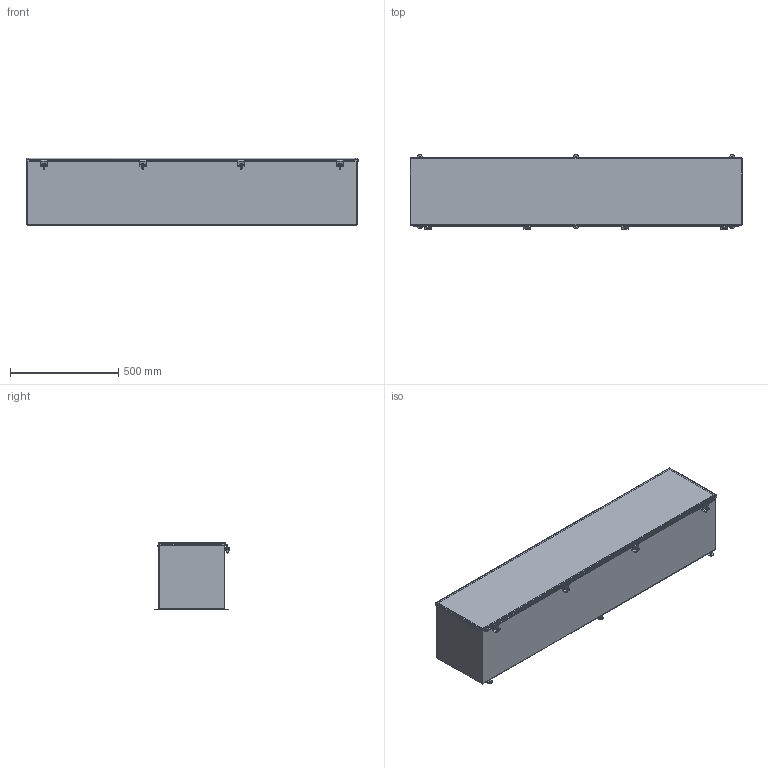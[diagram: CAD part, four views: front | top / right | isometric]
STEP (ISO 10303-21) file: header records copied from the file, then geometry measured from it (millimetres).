
FILE_DESCRIPTION(/* description */ ('NEMA 4X/IP 66 TROUGH, 304 SS, CH, 12x12x60'),/* implementation_level */ '2;1');
FILE_NAME(/* name */ 'T121260CHSS.stp',/* time_stamp */ '2018-05-07T05:58:21-05:00',/* author */ ('mraetz'),/* organization */ (''),/* preprocessor_version */ 'ST-DEVELOPER v17',/* originating_system */ 'Autodesk Inventor 2018',/* authorisation */ '');
FILE_SCHEMA (('AUTOMOTIVE_DESIGN { 1 0 10303 214 3 1 1 }'));
Length unit declared in the file: inch
Products named in the file (13): T121260CHSS; T121260CHSSBKPBKP; T1212CHSSLRS; T121260CHSSLID; 32828; 32828_1; 32828_2; 32828_3; T121260CHSSFIP; C2001; C2002; 372134; T1212CHSSMTG
Assembly tree (24 placements, depth 3):
  T121260CHSS
    T121260CHSSBKPBKP
    T1212CHSSLRS  x2
    T121260CHSSLID
    32828
      32828_1
      32828_2
      32828_3
    T121260CHSSFIP
    C2001  x4
    C2002  x4
    372134  x4
    T1212CHSSMTG  x3
Bounding box: 1531.94 x 345.4 x 312.97 mm (x, y, z)
Volume: 4365745.3 mm3; surface area: 4603721.6 mm2
Topology: 23 solids, 23 shells, 1048 faces, 2875 edges, 1892 vertices
Faces by surface type: plane 637, cylinder 365, torus 20, bspline 14, sphere 8, cone 4
Full cylindrical faces by diameter (mm): 2.54 x1, 2.794 x16, 2.957 x118, 4.978 x4, 6.35 x4, 7.144 x6, 8.738 x4, 10.402 x4
Entity records: 28313 total; most frequent: CARTESIAN_POINT 4975, ORIENTED_EDGE 4564, DIRECTION 4558, EDGE_CURVE 2282, LINE 1644, VECTOR 1644, VERTEX_POINT 1494, AXIS2_PLACEMENT_3D 1457
